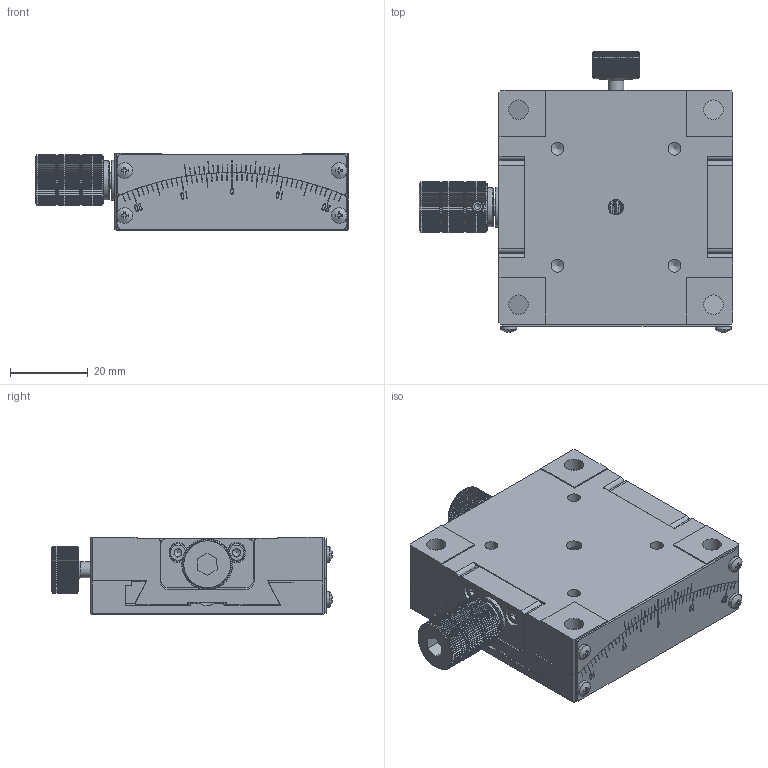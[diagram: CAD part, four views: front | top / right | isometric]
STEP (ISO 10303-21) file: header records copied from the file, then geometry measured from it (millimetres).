
FILE_DESCRIPTION (( 'STEP AP203' ), '1' );
FILE_NAME ('528941.STEP', '2024-11-12T09:42:44', ( 'Windows User' ), ( 'P R C' ), 'SwSTEP 2.0', 'SolidWorks 2020', '' );
FILE_SCHEMA (( 'CONFIG_CONTROL_DESIGN' ));
Products named in the file (1): 528941
Bounding box: 80.5 x 71.96 x 20 mm (x, y, z)
Volume: 68977.2 mm3; surface area: 37240.4 mm2
Topology: 22 solids, 22 shells, 2208 faces, 5789 edges, 3649 vertices
Faces by surface type: plane 1088, cylinder 584, cone 331, bspline 205
Full cylindrical faces by diameter (mm): 1.6 x4, 2 x4, 2.05 x4, 2.1 x5, 2.5 x13, 3 x1, 3.3 x9, 4 x13, 4.2 x1, 4.5 x4, 5 x4, 6.333 x2, 6.5 x2, 8 x4, 8.5 x1, 8.667 x1, 8.927 x1, 9 x3, 9.327 x1, 10 x2, 10.3 x2, 11 x2, 12 x2
Entity records: 74482 total; most frequent: CARTESIAN_POINT 22813, ORIENTED_EDGE 11126, DIRECTION 10094, EDGE_CURVE 5563, AXIS2_PLACEMENT_3D 3665, VERTEX_POINT 3581, VECTOR 2764, LINE 2764
